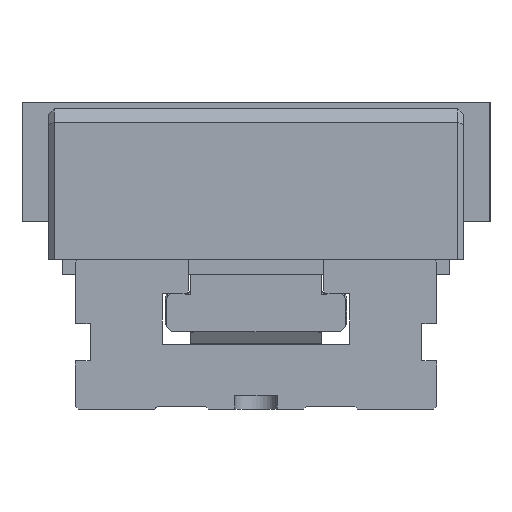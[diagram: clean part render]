
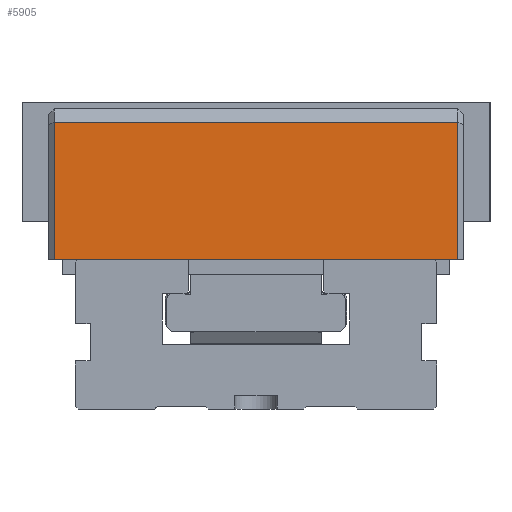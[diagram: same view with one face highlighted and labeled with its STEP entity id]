
A CAD part, left-side view. The second image highlights one B-rep face of the part: STEP entity #5905.
In plain terms, the highlighted planar face has unit normal (-1, 0, 0).
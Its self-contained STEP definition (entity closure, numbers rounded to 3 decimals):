
#521=LINE('',#15663,#1210);
#530=LINE('',#15689,#1219);
#531=LINE('',#15691,#1220);
#532=LINE('',#15693,#1221);
#1210=VECTOR('',#13092,1.);
#1219=VECTOR('',#13113,1.);
#1220=VECTOR('',#13114,1.);
#1221=VECTOR('',#13115,1.);
#5517=PLANE('',#11503);
#5905=ADVANCED_FACE('',(#6270),#5517,.T.);
#6270=FACE_OUTER_BOUND('',#6738,.T.);
#6738=EDGE_LOOP('',(#8261,#8262,#8263,#8264));
#8261=ORIENTED_EDGE('',*,*,#10409,.T.);
#8262=ORIENTED_EDGE('',*,*,#10422,.T.);
#8263=ORIENTED_EDGE('',*,*,#10423,.T.);
#8264=ORIENTED_EDGE('',*,*,#10424,.T.);
#9485=VERTEX_POINT('',#15662);
#9486=VERTEX_POINT('',#15664);
#9497=VERTEX_POINT('',#15690);
#9498=VERTEX_POINT('',#15692);
#10409=EDGE_CURVE('',#9486,#9485,#521,.T.);
#10422=EDGE_CURVE('',#9485,#9497,#530,.T.);
#10423=EDGE_CURVE('',#9497,#9498,#531,.T.);
#10424=EDGE_CURVE('',#9498,#9486,#532,.T.);
#11503=AXIS2_PLACEMENT_3D('',#15694,#13116,#13117);
#13092=DIRECTION('',(0.,-1.,0.));
#13113=DIRECTION('',(0.,0.,1.));
#13114=DIRECTION('',(0.,1.,0.));
#13115=DIRECTION('',(0.,0.,-1.));
#13116=DIRECTION('',(-1.,0.,0.));
#13117=DIRECTION('',(0.,0.,-1.));
#15662=CARTESIAN_POINT('',(180.341,-8.,31.522));
#15663=CARTESIAN_POINT('',(180.341,67.5,31.522));
#15664=CARTESIAN_POINT('',(180.341,143.,31.522));
#15689=CARTESIAN_POINT('',(180.341,-8.,31.372));
#15690=CARTESIAN_POINT('',(180.341,-8.,82.772));
#15691=CARTESIAN_POINT('',(180.341,67.5,82.772));
#15692=CARTESIAN_POINT('',(180.341,143.,82.772));
#15693=CARTESIAN_POINT('',(180.341,143.,31.372));
#15694=CARTESIAN_POINT('',(180.341,67.5,31.372));
